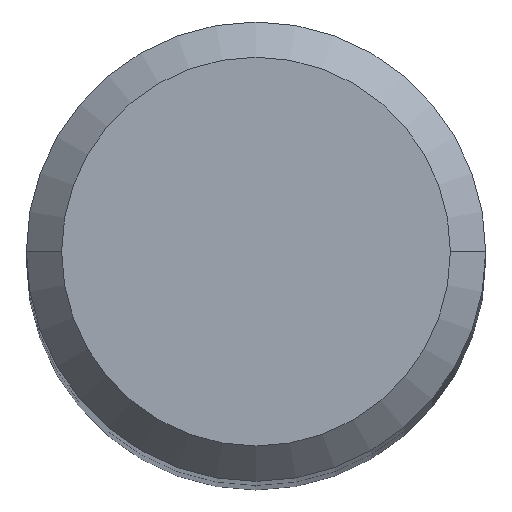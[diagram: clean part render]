
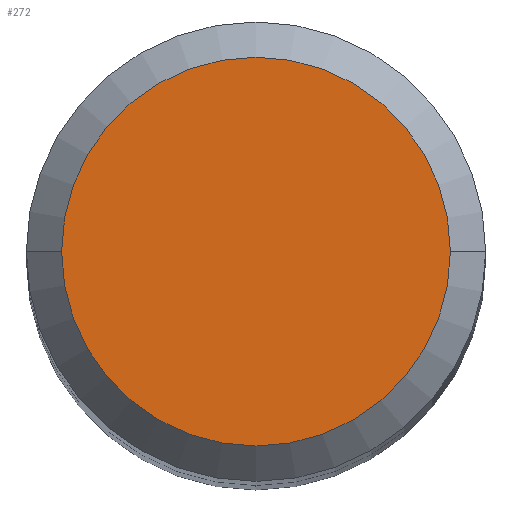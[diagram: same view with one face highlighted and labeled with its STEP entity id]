
A CAD part, top view. The second image highlights one B-rep face of the part: STEP entity #272.
In plain terms, the highlighted planar face has unit normal (0, 0, 1).
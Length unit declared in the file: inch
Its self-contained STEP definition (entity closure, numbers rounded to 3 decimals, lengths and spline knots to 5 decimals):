
#17 = CARTESIAN_POINT ( 'NONE',  ( 0., 0., 0. ) ) ;
#27 = DIRECTION ( 'NONE',  ( -1., 0., 0. ) ) ;
#29 = EDGE_CURVE ( 'NONE', #200, #53, #267, .T. ) ;
#46 = DIRECTION ( 'NONE',  ( 1., 0., 0. ) ) ;
#53 = VERTEX_POINT ( 'NONE', #114 ) ;
#104 = ORIENTED_EDGE ( 'NONE', *, *, #29, .T. ) ;
#114 = CARTESIAN_POINT ( 'NONE',  ( 0.17185, 0., 0. ) ) ;
#120 = DIRECTION ( 'NONE',  ( 0., 0., 1. ) ) ;
#134 = AXIS2_PLACEMENT_3D ( 'NONE', #17, #232, #46 ) ;
#135 = AXIS2_PLACEMENT_3D ( 'NONE', #299, #120, #326 ) ;
#149 = AXIS2_PLACEMENT_3D ( 'NONE', #301, #153, #27 ) ;
#151 = CARTESIAN_POINT ( 'NONE',  ( -0.17185, 0., 0. ) ) ;
#153 = DIRECTION ( 'NONE',  ( 0., 0., -1. ) ) ;
#158 = EDGE_LOOP ( 'NONE', ( #104, #174 ) ) ;
#174 = ORIENTED_EDGE ( 'NONE', *, *, #182, .T. ) ;
#182 = EDGE_CURVE ( 'NONE', #53, #200, #268, .T. ) ;
#200 = VERTEX_POINT ( 'NONE', #151 ) ;
#232 = DIRECTION ( 'NONE',  ( 0., 0., 1. ) ) ;
#267 = CIRCLE ( 'NONE', #134, 0.17185 ) ;
#268 = CIRCLE ( 'NONE', #135, 0.17185 ) ;
#272 = ADVANCED_FACE ( 'NONE', ( #357 ), #364, .F. ) ;
#299 = CARTESIAN_POINT ( 'NONE',  ( 0., 0., 0. ) ) ;
#301 = CARTESIAN_POINT ( 'NONE',  ( 0., 0., 0. ) ) ;
#326 = DIRECTION ( 'NONE',  ( 1., 0., 0. ) ) ;
#357 = FACE_OUTER_BOUND ( 'NONE', #158, .T. ) ;
#364 = PLANE ( 'NONE',  #149 ) ;
